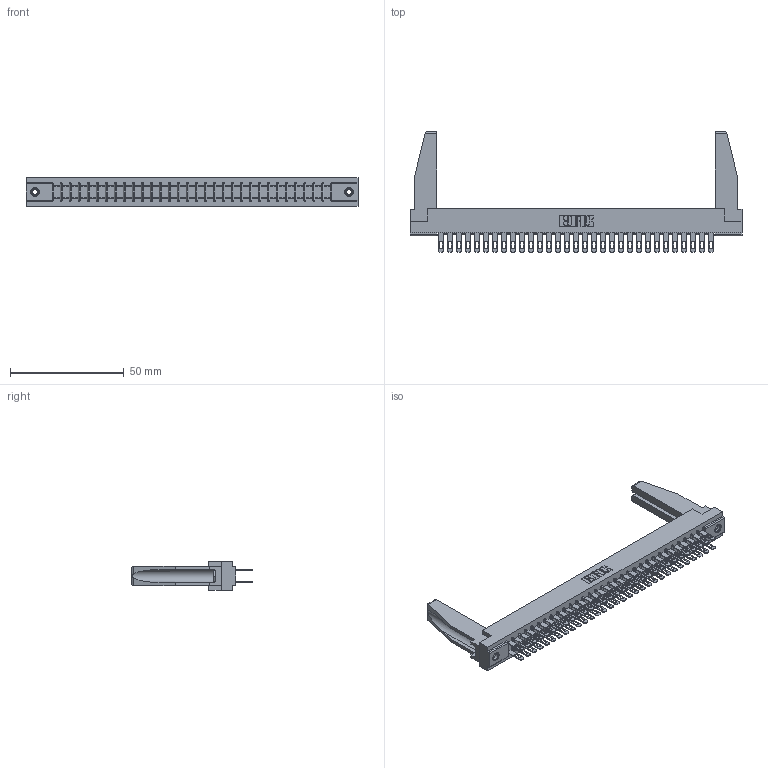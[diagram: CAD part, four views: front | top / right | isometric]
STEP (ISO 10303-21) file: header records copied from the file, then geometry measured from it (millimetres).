
FILE_DESCRIPTION (( 'STEP AP203' ), '1' );
FILE_NAME ('357-062-500-278.STEP', '2019-09-19T06:40:12', ( '' ), ( '' ), 'SwSTEP 2.0', 'SolidWorks 2016', '' );
FILE_SCHEMA (( 'CONFIG_CONTROL_DESIGN' ));
Length unit declared in the file: inch
Products named in the file (5): 307-220-078; 307-290-001_500; 357-062-500-278; 307 Part_.156 Dia Mounting Holes; 345-250-001_345-250-001-102
Assembly tree (67 placements, depth 2):
  357-062-500-278
    307 Part_.156 Dia Mounting Holes
    307-290-001_500  x62
    307-220-078  x2
    345-250-001_345-250-001-102  x2
Bounding box: 145.85 x 52.88 x 12.7 mm (x, y, z)
Volume: 19602.1 mm3; surface area: 23689.5 mm2
Topology: 67 solids, 67 shells, 3132 faces, 8713 edges, 5630 vertices
Faces by surface type: plane 2014, cylinder 1038, sphere 64, cone 12, torus 4
Entity records: 31337 total; most frequent: CARTESIAN_POINT 5137, ORIENTED_EDGE 5048, DIRECTION 4992, EDGE_CURVE 2524, LINE 1934, VECTOR 1934, VERTEX_POINT 1632, AXIS2_PLACEMENT_3D 1529
